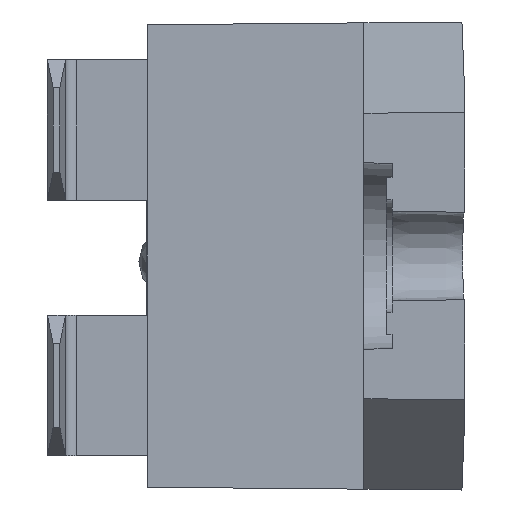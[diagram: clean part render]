
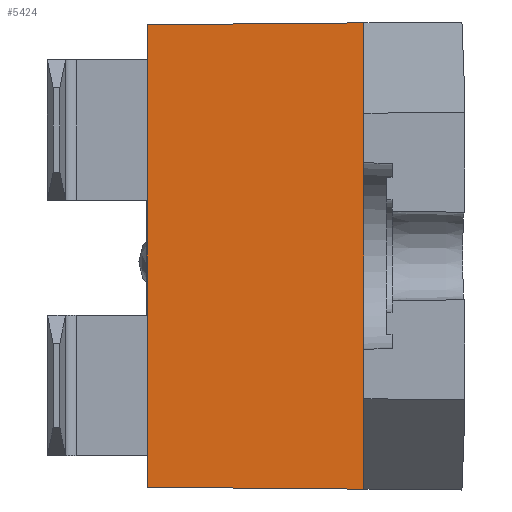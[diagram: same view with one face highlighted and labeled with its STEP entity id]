
A CAD part, left-side view. The second image highlights one B-rep face of the part: STEP entity #5424.
In plain terms, the highlighted planar face has unit normal (-1, 0.009, 0).
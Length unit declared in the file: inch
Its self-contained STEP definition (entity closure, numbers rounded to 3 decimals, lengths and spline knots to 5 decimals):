
#1132 = VERTEX_POINT ( 'NONE', #15418 ) ;
#1756 = EDGE_CURVE ( 'NONE', #1132, #5714, #13474, .T. ) ;
#1992 = ORIENTED_EDGE ( 'NONE', *, *, #2983, .F. ) ;
#2041 = CARTESIAN_POINT ( 'NONE',  ( -1.28864, 0.2458, 0.748 ) ) ;
#2487 = VECTOR ( 'NONE', #12988, 39.37008 ) ;
#2899 = CARTESIAN_POINT ( 'NONE',  ( -1.29201, -0.1402, 0.333 ) ) ;
#2913 = EDGE_LOOP ( 'NONE', ( #8057, #9947, #1992, #17191 ) ) ;
#2983 = EDGE_CURVE ( 'NONE', #14591, #1132, #3916, .T. ) ;
#3039 = CARTESIAN_POINT ( 'NONE',  ( -1.28864, 0.2458, 0.33637 ) ) ;
#3241 = LINE ( 'NONE', #14224, #10472 ) ;
#3437 = AXIS2_PLACEMENT_3D ( 'NONE', #9605, #8463, #7560 ) ;
#3916 = LINE ( 'NONE', #2041, #2487 ) ;
#4774 = FACE_OUTER_BOUND ( 'NONE', #2913, .T. ) ;
#4990 = DIRECTION ( 'NONE',  ( -0.009, -1., 0.009 ) ) ;
#5112 = CARTESIAN_POINT ( 'NONE',  ( -1.29201, -0.1402, 0.333 ) ) ;
#5179 = CARTESIAN_POINT ( 'NONE',  ( -1.29201, -0.1402, 1.163 ) ) ;
#5424 = ADVANCED_FACE ( 'NONE', ( #4774 ), #5675, .T. ) ;
#5675 = PLANE ( 'NONE',  #3437 ) ;
#5714 = VERTEX_POINT ( 'NONE', #5179 ) ;
#7560 = DIRECTION ( 'NONE',  ( -0.009, -1., 0. ) ) ;
#8057 = ORIENTED_EDGE ( 'NONE', *, *, #16202, .F. ) ;
#8463 = DIRECTION ( 'NONE',  ( -1., 0.009, 0. ) ) ;
#8546 = EDGE_CURVE ( 'NONE', #14591, #10766, #3241, .T. ) ;
#9605 = CARTESIAN_POINT ( 'NONE',  ( -1.29201, -0.1402, 0.333 ) ) ;
#9947 = ORIENTED_EDGE ( 'NONE', *, *, #1756, .F. ) ;
#10141 = DIRECTION ( 'NONE',  ( -0.009, -1., -0.009 ) ) ;
#10472 = VECTOR ( 'NONE', #10141, 39.37008 ) ;
#10766 = VERTEX_POINT ( 'NONE', #5112 ) ;
#11033 = DIRECTION ( 'NONE',  ( 0., 0., -1. ) ) ;
#12284 = CARTESIAN_POINT ( 'NONE',  ( -1.29195, -0.13296, 1.16294 ) ) ;
#12988 = DIRECTION ( 'NONE',  ( 0., 0., 1. ) ) ;
#13474 = LINE ( 'NONE', #12284, #13601 ) ;
#13601 = VECTOR ( 'NONE', #4990, 39.37008 ) ;
#14224 = CARTESIAN_POINT ( 'NONE',  ( -1.29201, -0.1402, 0.333 ) ) ;
#14292 = LINE ( 'NONE', #2899, #17417 ) ;
#14591 = VERTEX_POINT ( 'NONE', #3039 ) ;
#15418 = CARTESIAN_POINT ( 'NONE',  ( -1.28864, 0.2458, 1.15963 ) ) ;
#16202 = EDGE_CURVE ( 'NONE', #5714, #10766, #14292, .T. ) ;
#17191 = ORIENTED_EDGE ( 'NONE', *, *, #8546, .T. ) ;
#17417 = VECTOR ( 'NONE', #11033, 39.37008 ) ;
